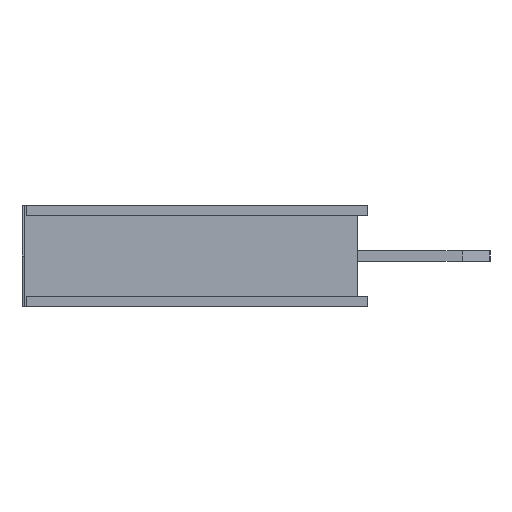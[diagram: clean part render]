
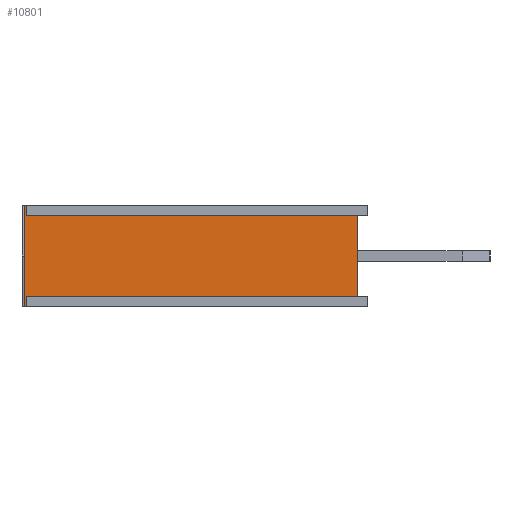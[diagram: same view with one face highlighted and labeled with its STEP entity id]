
A CAD part, left-side view. The second image highlights one B-rep face of the part: STEP entity #10801.
In plain terms, the highlighted planar face has unit normal (-1, 0, 0).
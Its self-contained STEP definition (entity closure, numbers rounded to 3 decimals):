
#401=FACE_OUTER_BOUND('',#1014,.T.);
#1014=EDGE_LOOP('',(#8315,#8316,#8317,#8318,#8319,#8320,#8321,#8322));
#2137=LINE('',#16180,#3657);
#2138=LINE('',#16182,#3658);
#2139=LINE('',#16184,#3659);
#2140=LINE('',#16186,#3660);
#2141=LINE('',#16188,#3661);
#2142=LINE('',#16190,#3662);
#2143=LINE('',#16192,#3663);
#2144=LINE('',#16193,#3664);
#3657=VECTOR('',#13225,10.);
#3658=VECTOR('',#13226,10.);
#3659=VECTOR('',#13227,10.);
#3660=VECTOR('',#13228,10.);
#3661=VECTOR('',#13229,10.);
#3662=VECTOR('',#13230,10.);
#3663=VECTOR('',#13231,10.);
#3664=VECTOR('',#13232,10.);
#4891=VERTEX_POINT('',#16178);
#4892=VERTEX_POINT('',#16179);
#4893=VERTEX_POINT('',#16181);
#4894=VERTEX_POINT('',#16183);
#4895=VERTEX_POINT('',#16185);
#4896=VERTEX_POINT('',#16187);
#4897=VERTEX_POINT('',#16189);
#4898=VERTEX_POINT('',#16191);
#6145=EDGE_CURVE('',#4891,#4892,#2137,.T.);
#6146=EDGE_CURVE('',#4893,#4892,#2138,.T.);
#6147=EDGE_CURVE('',#4894,#4893,#2139,.T.);
#6148=EDGE_CURVE('',#4895,#4894,#2140,.T.);
#6149=EDGE_CURVE('',#4896,#4895,#2141,.T.);
#6150=EDGE_CURVE('',#4897,#4896,#2142,.T.);
#6151=EDGE_CURVE('',#4898,#4897,#2143,.T.);
#6152=EDGE_CURVE('',#4891,#4898,#2144,.T.);
#8315=ORIENTED_EDGE('',*,*,#6145,.T.);
#8316=ORIENTED_EDGE('',*,*,#6146,.F.);
#8317=ORIENTED_EDGE('',*,*,#6147,.F.);
#8318=ORIENTED_EDGE('',*,*,#6148,.F.);
#8319=ORIENTED_EDGE('',*,*,#6149,.F.);
#8320=ORIENTED_EDGE('',*,*,#6150,.F.);
#8321=ORIENTED_EDGE('',*,*,#6151,.F.);
#8322=ORIENTED_EDGE('',*,*,#6152,.F.);
#10196=PLANE('',#11437);
#10801=ADVANCED_FACE('',(#401),#10196,.F.);
#11437=AXIS2_PLACEMENT_3D('',#16177,#13223,#13224);
#13223=DIRECTION('center_axis',(1.,0.,0.));
#13224=DIRECTION('ref_axis',(0.,0.,-1.));
#13225=DIRECTION('',(0.,0.,1.));
#13226=DIRECTION('',(0.,-1.,0.));
#13227=DIRECTION('',(0.,0.,-1.));
#13228=DIRECTION('',(0.,-1.,0.));
#13229=DIRECTION('',(0.,0.,1.));
#13230=DIRECTION('',(0.,1.,0.));
#13231=DIRECTION('',(0.,0.,-1.));
#13232=DIRECTION('',(0.,1.,0.));
#16177=CARTESIAN_POINT('Origin',(-0.02,0.,2.5));
#16178=CARTESIAN_POINT('',(-0.02,0.25,0.25));
#16179=CARTESIAN_POINT('',(-0.02,0.25,2.25));
#16180=CARTESIAN_POINT('',(-0.02,0.25,1.875));
#16181=CARTESIAN_POINT('',(-0.02,8.4,2.25));
#16182=CARTESIAN_POINT('',(-0.02,4.25,2.25));
#16183=CARTESIAN_POINT('',(-0.02,8.4,2.5));
#16184=CARTESIAN_POINT('',(-0.02,8.4,2.5));
#16185=CARTESIAN_POINT('',(-0.02,8.45,2.5));
#16186=CARTESIAN_POINT('',(-0.02,0.,2.5));
#16187=CARTESIAN_POINT('',(-0.02,8.45,0.));
#16188=CARTESIAN_POINT('',(-0.02,8.45,1.25));
#16189=CARTESIAN_POINT('',(-0.02,8.4,0.));
#16190=CARTESIAN_POINT('',(-0.02,0.,0.));
#16191=CARTESIAN_POINT('',(-0.02,8.4,0.25));
#16192=CARTESIAN_POINT('',(-0.02,8.4,2.5));
#16193=CARTESIAN_POINT('',(-0.02,0.,0.25));
